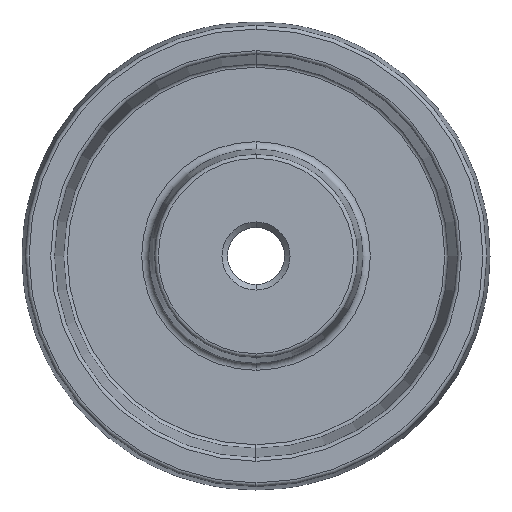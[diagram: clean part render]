
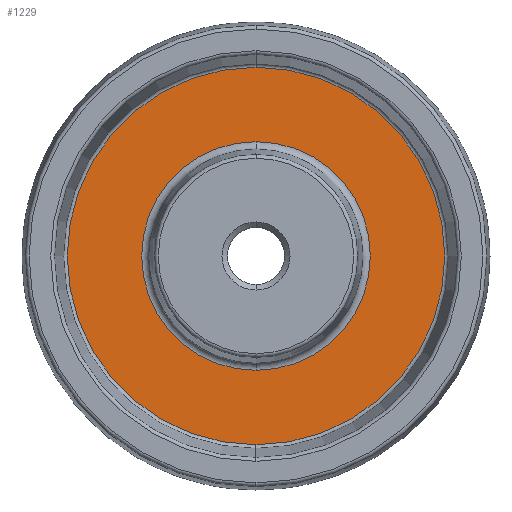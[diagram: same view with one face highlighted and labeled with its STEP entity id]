
A CAD part, left-side view. The second image highlights one B-rep face of the part: STEP entity #1229.
In plain terms, the highlighted planar face has unit normal (-1, 0, 0).
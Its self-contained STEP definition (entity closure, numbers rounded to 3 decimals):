
#29 = PLANE ( 'NONE',  #801 ) ;
#35 = AXIS2_PLACEMENT_3D ( 'NONE', #1529, #1641, #413 ) ;
#79 = CARTESIAN_POINT ( 'NONE',  ( -4., 0., 0. ) ) ;
#95 = DIRECTION ( 'NONE',  ( 1., 0., 0. ) ) ;
#107 = CARTESIAN_POINT ( 'NONE',  ( -4., 0., -30.543 ) ) ;
#126 = CARTESIAN_POINT ( 'NONE',  ( -4., 0., 0. ) ) ;
#154 = AXIS2_PLACEMENT_3D ( 'NONE', #126, #1377, #923 ) ;
#192 = AXIS2_PLACEMENT_3D ( 'NONE', #79, #689, #367 ) ;
#245 = CIRCLE ( 'NONE', #390, 30.543 ) ;
#367 = DIRECTION ( 'NONE',  ( 0., 0., 1. ) ) ;
#371 = EDGE_CURVE ( 'NONE', #1445, #372, #627, .T. ) ;
#372 = VERTEX_POINT ( 'NONE', #1396 ) ;
#390 = AXIS2_PLACEMENT_3D ( 'NONE', #1778, #95, #921 ) ;
#400 = ORIENTED_EDGE ( 'NONE', *, *, #1532, .T. ) ;
#413 = DIRECTION ( 'NONE',  ( 0., 0., 1. ) ) ;
#624 = CIRCLE ( 'NONE', #192, 30.543 ) ;
#627 = CIRCLE ( 'NONE', #154, 50.417 ) ;
#637 = DIRECTION ( 'NONE',  ( -1., 0., 0. ) ) ;
#673 = EDGE_CURVE ( 'NONE', #372, #1445, #879, .T. ) ;
#689 = DIRECTION ( 'NONE',  ( 1., 0., 0. ) ) ;
#717 = EDGE_LOOP ( 'NONE', ( #1260, #1563 ) ) ;
#729 = VERTEX_POINT ( 'NONE', #1093 ) ;
#761 = CARTESIAN_POINT ( 'NONE',  ( -4., 51.25, 0. ) ) ;
#801 = AXIS2_PLACEMENT_3D ( 'NONE', #761, #637, #1170 ) ;
#814 = VERTEX_POINT ( 'NONE', #107 ) ;
#844 = FACE_OUTER_BOUND ( 'NONE', #717, .T. ) ;
#874 = EDGE_CURVE ( 'NONE', #729, #814, #245, .T. ) ;
#879 = CIRCLE ( 'NONE', #35, 50.417 ) ;
#899 = EDGE_LOOP ( 'NONE', ( #1596, #400 ) ) ;
#921 = DIRECTION ( 'NONE',  ( 0., 0., 1. ) ) ;
#923 = DIRECTION ( 'NONE',  ( 0., 0., 1. ) ) ;
#1093 = CARTESIAN_POINT ( 'NONE',  ( -4., 0., 30.543 ) ) ;
#1170 = DIRECTION ( 'NONE',  ( 0., 0., 1. ) ) ;
#1229 = ADVANCED_FACE ( 'NONE', ( #1539, #844 ), #29, .T. ) ;
#1260 = ORIENTED_EDGE ( 'NONE', *, *, #371, .T. ) ;
#1377 = DIRECTION ( 'NONE',  ( -1., 0., 0. ) ) ;
#1396 = CARTESIAN_POINT ( 'NONE',  ( -4., 0., -50.417 ) ) ;
#1420 = CARTESIAN_POINT ( 'NONE',  ( -4., 0., 50.417 ) ) ;
#1445 = VERTEX_POINT ( 'NONE', #1420 ) ;
#1529 = CARTESIAN_POINT ( 'NONE',  ( -4., 0., 0. ) ) ;
#1532 = EDGE_CURVE ( 'NONE', #814, #729, #624, .T. ) ;
#1539 = FACE_BOUND ( 'NONE', #899, .T. ) ;
#1563 = ORIENTED_EDGE ( 'NONE', *, *, #673, .T. ) ;
#1596 = ORIENTED_EDGE ( 'NONE', *, *, #874, .T. ) ;
#1641 = DIRECTION ( 'NONE',  ( -1., 0., 0. ) ) ;
#1778 = CARTESIAN_POINT ( 'NONE',  ( -4., 0., 0. ) ) ;
